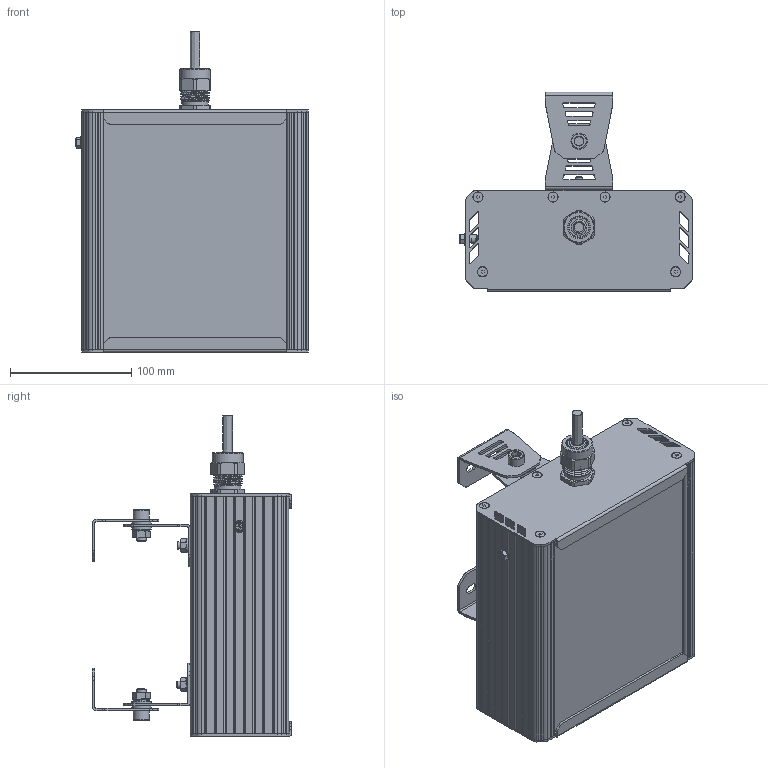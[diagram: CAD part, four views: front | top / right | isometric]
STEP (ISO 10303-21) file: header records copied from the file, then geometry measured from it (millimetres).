
FILE_DESCRIPTION(('STEP AP214'), '1');
FILE_NAME('001.0095.00.000 - 藷旆-椻嚦譇-2癱-10', '', ('UNSPECIFIED'), ('UNSPECIFIED'), 'C3D Converter', 'C3D Toolkit', '');
FILE_SCHEMA(('AUTOMOTIVE_DESIGN { 1 0 10303 214 3 1 1}'));
Length unit declared in the file: millimetre
Products named in the file (35): 001.0095.00.000; 001.0065.01.000
Assembly tree (58 placements, depth 4):
  001.0095.00.000
    (unnamed)
      (unnamed)
      (unnamed)
      (unnamed)
      (unnamed)
      (unnamed)
      (unnamed)
      (unnamed)
      (unnamed)  x6
      (unnamed)  x6
      (unnamed)
      (unnamed)
      (unnamed)
        (unnamed)
        (unnamed)  x13
        (unnamed)
        (unnamed)
        (unnamed)
        (unnamed)
        (unnamed)
        (unnamed)
        (unnamed)
      (unnamed)
        (unnamed)
    001.0065.01.000  x2
      (unnamed)
      (unnamed)
      (unnamed)
      (unnamed)
      (unnamed)
      (unnamed)
      (unnamed)
      (unnamed)
      (unnamed)
Bounding box: 192.43 x 164.65 x 264.5 mm (x, y, z)
Volume: 664935 mm3; surface area: 532599.8 mm2
Topology: 75 solids, 75 shells, 1740 faces, 4582 edges, 3033 vertices
Faces by surface type: plane 1014, cylinder 542, cone 157, bspline 23, torus 3, sphere 1
Full cylindrical faces by diameter (mm): 1 x1, 2 x2, 2.5 x4, 2.8 x25, 3.2 x1, 3.5 x5, 4 x13, 5 x2, 6 x5, 6.375 x2, 7 x2, 8 x16, 8.5 x8, 10 x1, 12 x2, 12.5 x1, 13 x1, 13.333 x2, 16 x5, 17 x1, 18 x1, 18.5 x1, 19 x1, 20 x1, 21.5 x1, 22 x2, 25.5 x1
Entity records: 90405 total; most frequent: CARTESIAN_POINT 38968, DIRECTION 7866, ORIENTED_EDGE 6662, EDGE_CURVE 3331, AXIS2_PLACEMENT_3D 2851, COLOUR_RGB 2356, PRESENTATION_STYLE_ASSIGNMENT 2356, VERTEX_POINT 2273
